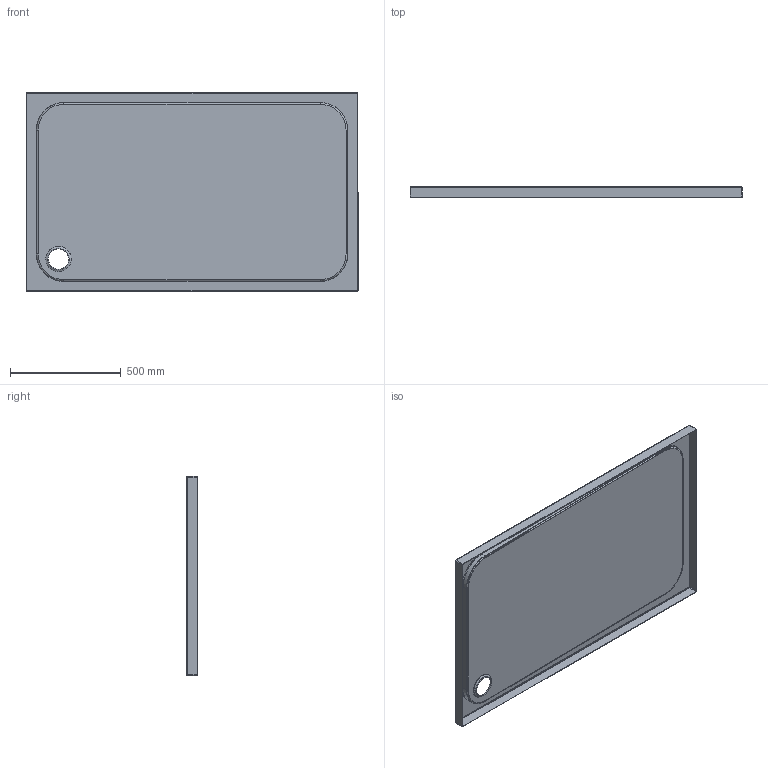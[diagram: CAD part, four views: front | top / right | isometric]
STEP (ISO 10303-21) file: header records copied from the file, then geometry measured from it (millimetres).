
FILE_DESCRIPTION (( 'STEP AP203' ), '1' );
FILE_NAME ('ME1590_STEP_V10421.STEP', '2021-04-20T13:46:56', ( '' ), ( '' ), 'SwSTEP 2.0', 'SolidWorks 2019', '' );
FILE_SCHEMA (( 'CONFIG_CONTROL_DESIGN' ));
Length unit declared in the file: millimetre
Products named in the file (1): ME1590_STEP_V10421
Bounding box: 1500 x 48 x 900 mm (x, y, z)
Volume: 3256800.6 mm3; surface area: 3267294 mm2
Topology: 1 solids, 1 shells, 92 faces, 214 edges, 124 vertices
Faces by surface type: cylinder 42, plane 22, bspline 16, torus 8, sphere 4
Entity records: 5360 total; most frequent: CARTESIAN_POINT 3328, ORIENTED_EDGE 420, DIRECTION 396, EDGE_CURVE 210, AXIS2_PLACEMENT_3D 153, VERTEX_POINT 124, EDGE_LOOP 98, FACE_OUTER_BOUND 92
